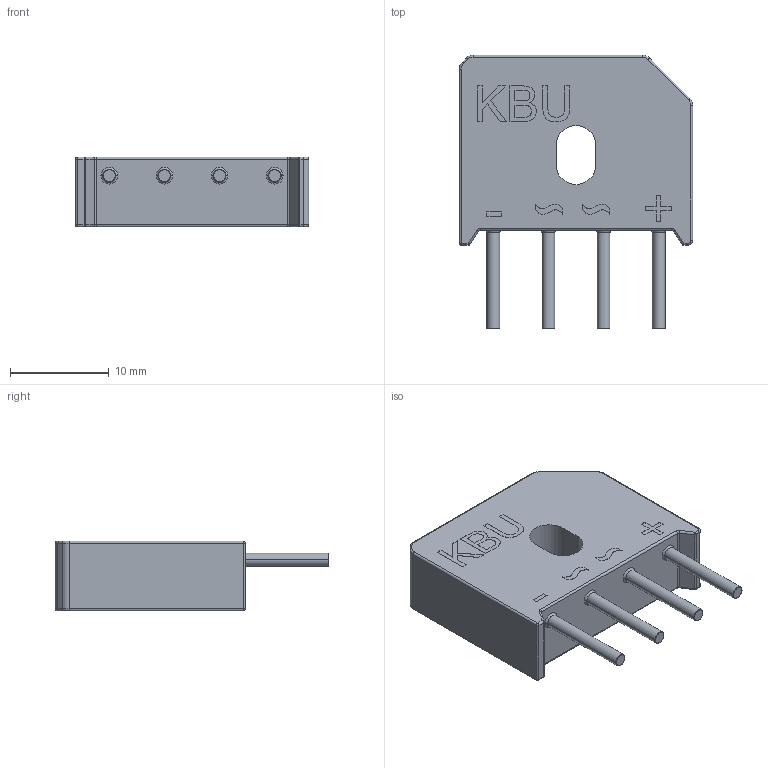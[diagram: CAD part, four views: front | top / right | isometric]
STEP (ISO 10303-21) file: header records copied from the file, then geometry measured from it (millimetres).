
FILE_DESCRIPTION (( 'STEP AP214' ), '1' );
FILE_NAME ('KBU.STEP', '2015-12-12T17:51:07', ( 'user' ), ( 'MICROSOFT' ), 'SwSTEP 2.0', 'SolidWorks 2015', '' );
FILE_SCHEMA (( 'AUTOMOTIVE_DESIGN' ));
Length unit declared in the file: millimetre
Products named in the file (1): KBU
Bounding box: 23.7 x 27.8 x 7.1 mm (x, y, z)
Volume: 2849.4 mm3; surface area: 1648.3 mm2
Topology: 1 solids, 1 shells, 382 faces, 984 edges, 630 vertices
Faces by surface type: plane 181, bspline 121, cylinder 42, torus 32, sphere 6
Entity records: 19636 total; most frequent: CARTESIAN_POINT 7880, ORIENTED_EDGE 1956, DIRECTION 1392, EDGE_CURVE 978, VERTEX_POINT 630, LINE 604, VECTOR 604, EDGE_LOOP 416
